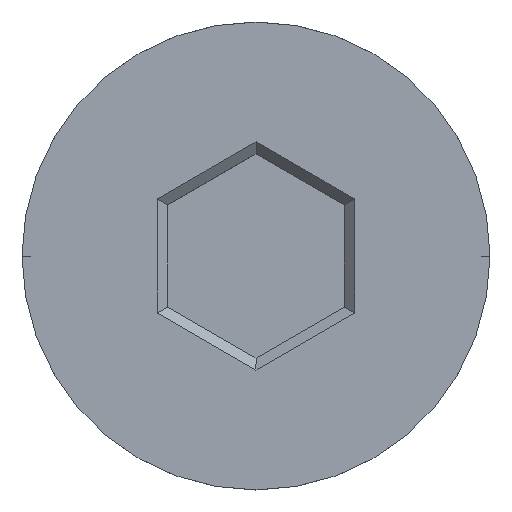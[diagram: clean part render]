
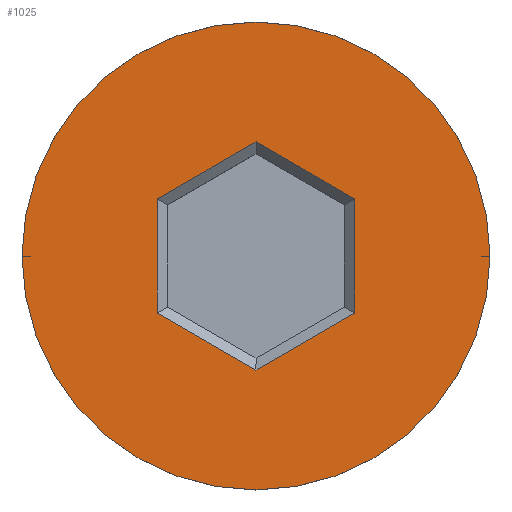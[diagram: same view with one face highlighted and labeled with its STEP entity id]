
A CAD part, top view. The second image highlights one B-rep face of the part: STEP entity #1025.
In plain terms, the highlighted planar face has unit normal (0, 0, 1).
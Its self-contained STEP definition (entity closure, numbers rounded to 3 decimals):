
#57 = CARTESIAN_POINT ( 'NONE',  ( -1.9, 1.097, 0. ) ) ;
#61 = VERTEX_POINT ( 'NONE', #1265 ) ;
#83 = DIRECTION ( 'NONE',  ( 0.866, -0.5, 0. ) ) ;
#91 = CARTESIAN_POINT ( 'NONE',  ( 0., 0., 0. ) ) ;
#100 = VECTOR ( 'NONE', #83, 1000. ) ;
#108 = FACE_BOUND ( 'NONE', #126, .T. ) ;
#111 = VERTEX_POINT ( 'NONE', #1021 ) ;
#124 = DIRECTION ( 'NONE',  ( 1., 0., 0. ) ) ;
#126 = EDGE_LOOP ( 'NONE', ( #1171, #408, #1411, #505, #343, #716 ) ) ;
#144 = VERTEX_POINT ( 'NONE', #496 ) ;
#183 = DIRECTION ( 'NONE',  ( 0., 0., 1. ) ) ;
#188 = VERTEX_POINT ( 'NONE', #457 ) ;
#202 = ORIENTED_EDGE ( 'NONE', *, *, #701, .T. ) ;
#254 = CARTESIAN_POINT ( 'NONE',  ( 0., 2.194, 0. ) ) ;
#300 = VERTEX_POINT ( 'NONE', #57 ) ;
#301 = VECTOR ( 'NONE', #1377, 1000. ) ;
#343 = ORIENTED_EDGE ( 'NONE', *, *, #824, .T. ) ;
#380 = CARTESIAN_POINT ( 'NONE',  ( 1.9, -0.981, 0. ) ) ;
#408 = ORIENTED_EDGE ( 'NONE', *, *, #1169, .T. ) ;
#417 = VERTEX_POINT ( 'NONE', #254 ) ;
#452 = DIRECTION ( 'NONE',  ( 0., 0., 1. ) ) ;
#457 = CARTESIAN_POINT ( 'NONE',  ( 1.9, -1.097, 0. ) ) ;
#464 = CARTESIAN_POINT ( 'NONE',  ( 0., 0., 0. ) ) ;
#465 = VERTEX_POINT ( 'NONE', #1125 ) ;
#471 = AXIS2_PLACEMENT_3D ( 'NONE', #91, #183, #1401 ) ;
#490 = DIRECTION ( 'NONE',  ( -0.866, 0.5, 0. ) ) ;
#496 = CARTESIAN_POINT ( 'NONE',  ( -4.5, 0., 0. ) ) ;
#505 = ORIENTED_EDGE ( 'NONE', *, *, #1247, .T. ) ;
#512 = EDGE_CURVE ( 'NONE', #188, #111, #1202, .T. ) ;
#513 = LINE ( 'NONE', #1170, #100 ) ;
#557 = FACE_OUTER_BOUND ( 'NONE', #1165, .T. ) ;
#567 = CIRCLE ( 'NONE', #471, 4.5 ) ;
#572 = CARTESIAN_POINT ( 'NONE',  ( 1.9, 1.097, 0. ) ) ;
#584 = DIRECTION ( 'NONE',  ( 1., 0., 0. ) ) ;
#592 = ORIENTED_EDGE ( 'NONE', *, *, #1330, .T. ) ;
#671 = VECTOR ( 'NONE', #1360, 1000. ) ;
#701 = EDGE_CURVE ( 'NONE', #465, #144, #780, .T. ) ;
#716 = ORIENTED_EDGE ( 'NONE', *, *, #512, .T. ) ;
#771 = CARTESIAN_POINT ( 'NONE',  ( 0., 0., 0. ) ) ;
#775 = PLANE ( 'NONE',  #1384 ) ;
#780 = CIRCLE ( 'NONE', #950, 4.5 ) ;
#817 = EDGE_CURVE ( 'NONE', #111, #61, #1143, .T. ) ;
#824 = EDGE_CURVE ( 'NONE', #1038, #188, #1255, .T. ) ;
#827 = CARTESIAN_POINT ( 'NONE',  ( -0.1, 2.136, 0. ) ) ;
#855 = EDGE_CURVE ( 'NONE', #300, #417, #1264, .T. ) ;
#867 = CARTESIAN_POINT ( 'NONE',  ( 0.1, -2.136, 0. ) ) ;
#938 = LINE ( 'NONE', #1156, #671 ) ;
#950 = AXIS2_PLACEMENT_3D ( 'NONE', #464, #452, #584 ) ;
#1021 = CARTESIAN_POINT ( 'NONE',  ( 0., -2.194, 0. ) ) ;
#1025 = ADVANCED_FACE ( 'NONE', ( #108, #557 ), #775, .T. ) ;
#1038 = VERTEX_POINT ( 'NONE', #572 ) ;
#1043 = VECTOR ( 'NONE', #1085, 1000. ) ;
#1044 = VECTOR ( 'NONE', #490, 1000. ) ;
#1052 = CARTESIAN_POINT ( 'NONE',  ( -1.8, -1.155, 0. ) ) ;
#1085 = DIRECTION ( 'NONE',  ( -0.866, -0.5, 0. ) ) ;
#1125 = CARTESIAN_POINT ( 'NONE',  ( 4.5, 0., 0. ) ) ;
#1143 = LINE ( 'NONE', #1052, #1044 ) ;
#1156 = CARTESIAN_POINT ( 'NONE',  ( -1.9, 0.981, 0. ) ) ;
#1165 = EDGE_LOOP ( 'NONE', ( #202, #592 ) ) ;
#1167 = DIRECTION ( 'NONE',  ( 0., -1., 0. ) ) ;
#1169 = EDGE_CURVE ( 'NONE', #61, #300, #938, .T. ) ;
#1170 = CARTESIAN_POINT ( 'NONE',  ( 1.8, 1.155, 0. ) ) ;
#1171 = ORIENTED_EDGE ( 'NONE', *, *, #817, .T. ) ;
#1202 = LINE ( 'NONE', #867, #1043 ) ;
#1247 = EDGE_CURVE ( 'NONE', #417, #1038, #513, .T. ) ;
#1255 = LINE ( 'NONE', #380, #1407 ) ;
#1264 = LINE ( 'NONE', #827, #301 ) ;
#1265 = CARTESIAN_POINT ( 'NONE',  ( -1.9, -1.097, 0. ) ) ;
#1330 = EDGE_CURVE ( 'NONE', #144, #465, #567, .T. ) ;
#1360 = DIRECTION ( 'NONE',  ( 0., 1., 0. ) ) ;
#1377 = DIRECTION ( 'NONE',  ( 0.866, 0.5, 0. ) ) ;
#1384 = AXIS2_PLACEMENT_3D ( 'NONE', #771, #1434, #124 ) ;
#1401 = DIRECTION ( 'NONE',  ( 1., 0., 0. ) ) ;
#1407 = VECTOR ( 'NONE', #1167, 1000. ) ;
#1411 = ORIENTED_EDGE ( 'NONE', *, *, #855, .T. ) ;
#1434 = DIRECTION ( 'NONE',  ( 0., 0., 1. ) ) ;
